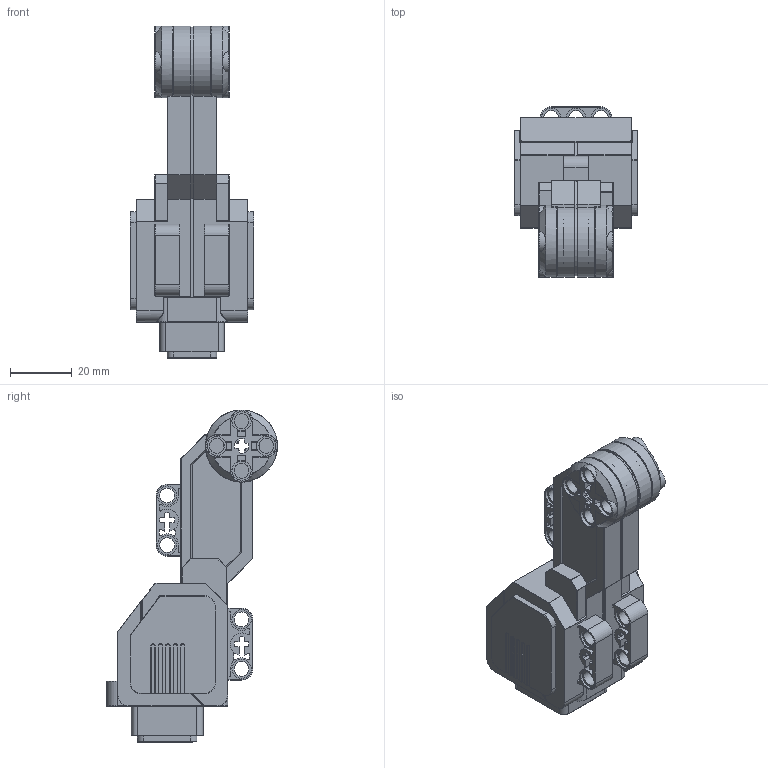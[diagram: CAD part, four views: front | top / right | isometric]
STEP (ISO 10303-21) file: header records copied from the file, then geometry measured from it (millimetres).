
FILE_DESCRIPTION(/* description */ (''),/* implementation_level */ '2;1');
FILE_NAME(/* name */ '95658.stp',/* time_stamp */ '2016-12-08T14:33:12-08:00',/* author */ ('kohfeld'),/* organization */ (''),/* preprocessor_version */ 'ST-DEVELOPER v16.1',/* originating_system */ 'Autodesk Inventor 2016',/* authorisation */ '');
FILE_SCHEMA (('AUTOMOTIVE_DESIGN { 1 0 10303 214 3 1 1 }'));
Length unit declared in the file: millimetre
Products named in the file (8): 99550-LtBluishGray; 99551-LtBluishGray; 10825-LtBluishGray; 99555-White; 54732b-LtBluishGray; 99550c01; 99617-Red; 95658
Assembly tree (8 placements, depth 3):
  95658
    99550c01
      99550-LtBluishGray
      99551-LtBluishGray
      10825-LtBluishGray
      99555-White
      54732b-LtBluishGray
    99617-Red  x2
Bounding box: 40 x 55.2 x 107.2 mm (x, y, z)
Volume: 25890.1 mm3; surface area: 37491.3 mm2
Topology: 7 solids, 7 shells, 1531 faces, 3697 edges, 2210 vertices
Faces by surface type: cylinder 726, plane 512, sphere 134, torus 127, bspline 24, cone 8
Full cylindrical faces by diameter (mm): 0.58 x12, 3.2 x4, 4 x2, 4.8 x20, 6.2 x24, 9.6 x2, 10.4 x2, 11.2 x2, 21.6 x2, 22.4 x4, 23.2 x2
Entity records: 40557 total; most frequent: CARTESIAN_POINT 7639, DIRECTION 7331, ORIENTED_EDGE 6482, EDGE_CURVE 3235, AXIS2_PLACEMENT_3D 2781, VERTEX_POINT 1977, LINE 1769, VECTOR 1769
